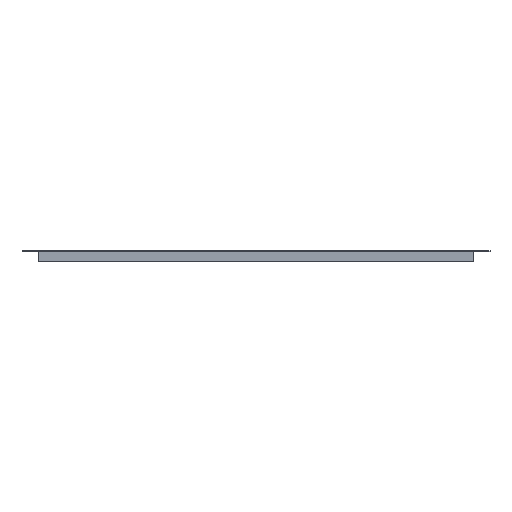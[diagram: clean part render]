
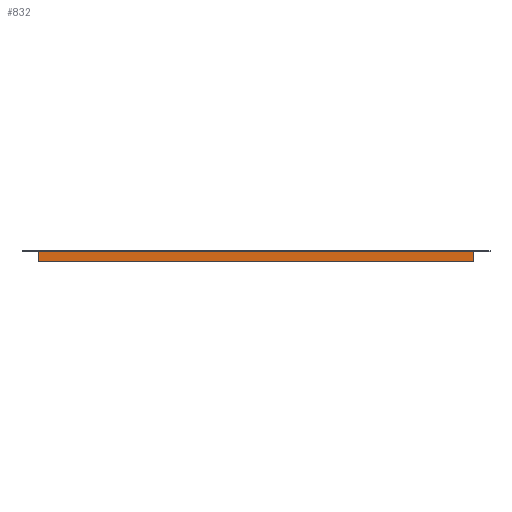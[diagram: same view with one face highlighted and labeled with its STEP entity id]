
A CAD part, front view. The second image highlights one B-rep face of the part: STEP entity #832.
In plain terms, the highlighted planar face has unit normal (0, -1, 0).
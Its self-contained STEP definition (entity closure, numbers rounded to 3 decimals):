
#34=PLANE('',#913);
#68=FACE_OUTER_BOUND('',#116,.T.);
#116=EDGE_LOOP('',(#645,#646,#647,#648));
#174=LINE('',#1244,#270);
#177=LINE('',#1251,#273);
#196=LINE('',#1304,#292);
#197=LINE('',#1305,#293);
#270=VECTOR('',#1011,10.);
#273=VECTOR('',#1016,10.);
#292=VECTOR('',#1053,10.);
#293=VECTOR('',#1054,10.);
#389=VERTEX_POINT('',#1241);
#390=VERTEX_POINT('',#1243);
#392=VERTEX_POINT('',#1248);
#393=VERTEX_POINT('',#1250);
#478=EDGE_CURVE('',#389,#390,#174,.T.);
#481=EDGE_CURVE('',#392,#393,#177,.T.);
#508=EDGE_CURVE('',#390,#392,#196,.T.);
#509=EDGE_CURVE('',#393,#389,#197,.T.);
#645=ORIENTED_EDGE('',*,*,#481,.F.);
#646=ORIENTED_EDGE('',*,*,#508,.F.);
#647=ORIENTED_EDGE('',*,*,#478,.F.);
#648=ORIENTED_EDGE('',*,*,#509,.F.);
#832=ADVANCED_FACE('',(#68),#34,.T.);
#913=AXIS2_PLACEMENT_3D('',#1303,#1051,#1052);
#1011=DIRECTION('',(-1.,0.,0.));
#1016=DIRECTION('',(1.,0.,0.));
#1051=DIRECTION('center_axis',(0.,-1.,0.));
#1052=DIRECTION('ref_axis',(0.,0.,-1.));
#1053=DIRECTION('',(0.,0.,1.));
#1054=DIRECTION('',(0.,0.,-1.));
#1241=CARTESIAN_POINT('',(224.5,-222.15,-10.));
#1243=CARTESIAN_POINT('',(-224.5,-222.15,-10.));
#1244=CARTESIAN_POINT('',(224.5,-222.15,-10.));
#1248=CARTESIAN_POINT('',(-224.5,-222.15,1.));
#1250=CARTESIAN_POINT('',(224.5,-222.15,1.));
#1251=CARTESIAN_POINT('',(0.,-222.15,1.));
#1303=CARTESIAN_POINT('Origin',(0.,-222.15,0.5));
#1304=CARTESIAN_POINT('',(-224.5,-222.15,0.25));
#1305=CARTESIAN_POINT('',(224.5,-222.15,0.75));
